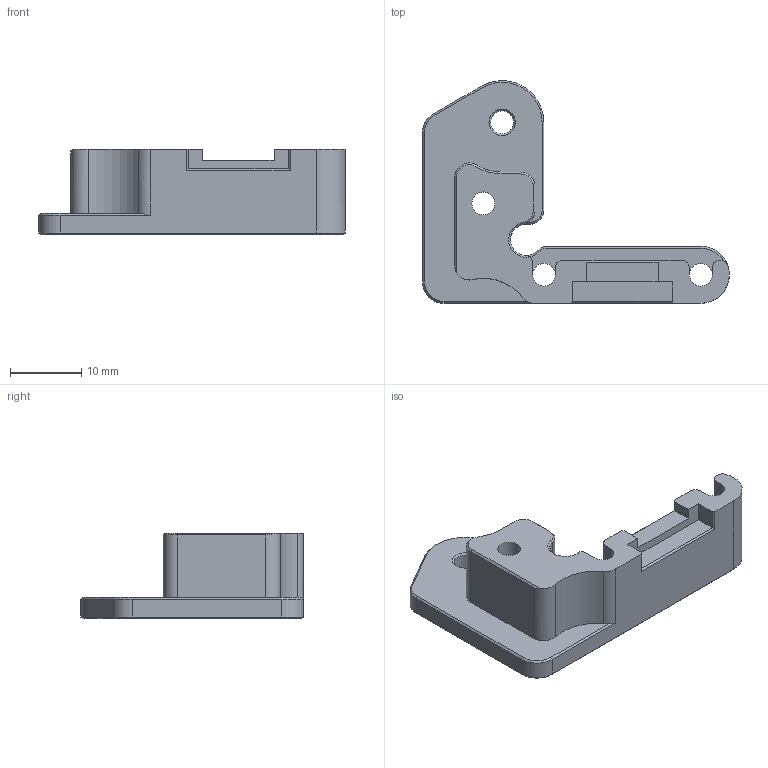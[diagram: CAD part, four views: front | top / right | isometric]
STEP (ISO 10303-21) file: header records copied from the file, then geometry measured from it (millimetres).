
FILE_DESCRIPTION(/* description */ (''),/* implementation_level */ '2;1');
FILE_NAME(/* name */ 'My Left Upper.step',/* time_stamp */ '2024-10-29T08:09:01+01:00',/* author */ (''),/* organization */ (''),/* preprocessor_version */ 'ST-DEVELOPER v20',/* originating_system */ 'Autodesk Translation Framework v13.20.0.188',/* authorisation */ '');
FILE_SCHEMA (('AUTOMOTIVE_DESIGN { 1 0 10303 214 3 1 1 }'));
Length unit declared in the file: millimetre
Products named in the file (1): My Left Upper
Bounding box: 43 x 31.23 x 12 mm (x, y, z)
Volume: 4600.5 mm3; surface area: 3010.9 mm2
Topology: 1 solids, 1 shells, 97 faces, 251 edges, 154 vertices
Faces by surface type: plane 48, cone 25, cylinder 23, bspline 1
Full cylindrical faces by diameter (mm): 3.2 x4
Entity records: 3008 total; most frequent: CARTESIAN_POINT 551, DIRECTION 520, ORIENTED_EDGE 502, EDGE_CURVE 251, AXIS2_PLACEMENT_3D 178, LINE 164, VECTOR 164, VERTEX_POINT 154
